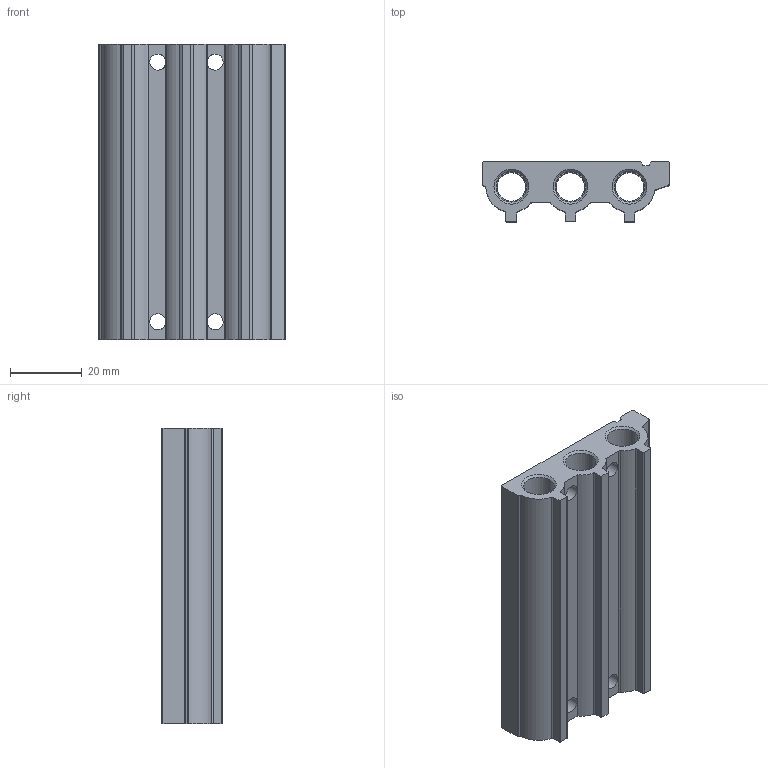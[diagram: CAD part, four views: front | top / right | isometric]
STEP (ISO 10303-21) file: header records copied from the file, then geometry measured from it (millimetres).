
FILE_DESCRIPTION( ( 'STEP AP214' ), '1' );
FILE_NAME( '566562_VABM-L1-10S-G18-6.stp', '2020-01-08T15:38:58', ( '' ), ( '' ), ' ', 'PARTsolutions', ' ' );
FILE_SCHEMA( ( 'AUTOMOTIVE_DESIGN { 1 0 10303 214 1 1 1 1 }' ) );
Length unit declared in the file: millimetre
Products named in the file (2): 566562 VABM-L1-10S-G18-6; LO_566562 VABM-L1-10S-G18-6---(L1-P)
Assembly tree (1 placements, depth 2):
  566562 VABM-L1-10S-G18-6
    LO_566562 VABM-L1-10S-G18-6---(L1-P)
Bounding box: 52.1 x 16.8 x 82.5 mm (x, y, z)
Volume: 36754.7 mm3; surface area: 21398.9 mm2
Topology: 1 solids, 1 shells, 142 faces, 429 edges, 273 vertices
Faces by surface type: cylinder 71, cone 42, plane 29
Full cylindrical faces by diameter (mm): 1.567 x12, 4.5 x4, 6 x18, 8 x3, 8.566 x6
Entity records: 6221 total; most frequent: CARTESIAN_POINT 1723, DIRECTION 691, ORIENTED_EDGE 566, AXIS2_PLACEMENT_3D 298, EDGE_CURVE 283, EDGE_LOOP 267, VERTEX_POINT 242, FACE_OUTER_BOUND 185
